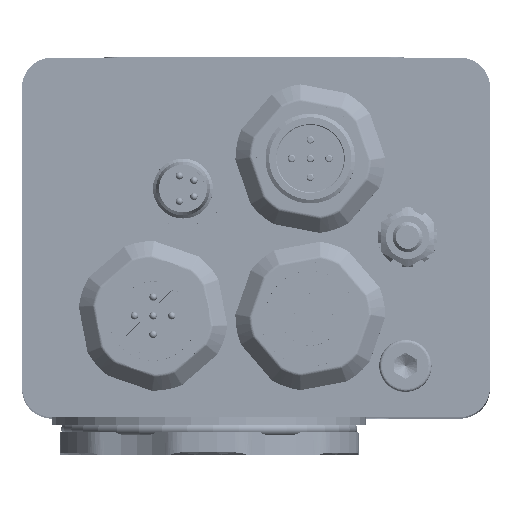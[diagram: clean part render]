
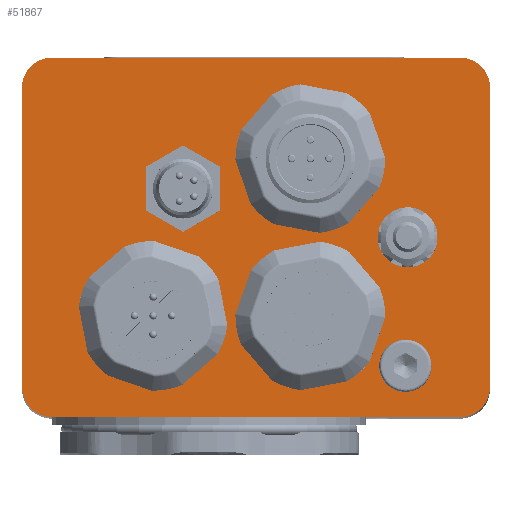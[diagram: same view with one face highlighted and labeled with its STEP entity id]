
A CAD part, top view. The second image highlights one B-rep face of the part: STEP entity #51867.
In plain terms, the highlighted face is planar.
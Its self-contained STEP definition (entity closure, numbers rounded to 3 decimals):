
#5494=LINE('',#89211,#9651);
#5498=LINE('',#89223,#9655);
#5502=LINE('',#89235,#9659);
#5505=LINE('',#89244,#9662);
#9651=VECTOR('',#68832,54.5);
#9655=VECTOR('',#68844,40.);
#9659=VECTOR('',#68856,54.5);
#9662=VECTOR('',#68867,40.);
#12357=PLANE('',#56761);
#13721=FACE_BOUND('',#20250,.T.);
#13722=FACE_BOUND('',#20251,.T.);
#13723=FACE_BOUND('',#20252,.T.);
#13724=FACE_BOUND('',#20253,.T.);
#13725=FACE_BOUND('',#20254,.T.);
#13726=FACE_BOUND('',#20255,.T.);
#16181=FACE_OUTER_BOUND('',#20249,.T.);
#20249=EDGE_LOOP('',(#44443,#44444,#44445,#44446,#44447,#44448,#44449,#44450));
#20250=EDGE_LOOP('',(#44451));
#20251=EDGE_LOOP('',(#44452));
#20252=EDGE_LOOP('',(#44453));
#20253=EDGE_LOOP('',(#44454));
#20254=EDGE_LOOP('',(#44455));
#20255=EDGE_LOOP('',(#44456));
#22847=CIRCLE('',#56663,4.1);
#22871=CIRCLE('',#56713,7.55);
#22872=CIRCLE('',#56715,7.55);
#22873=CIRCLE('',#56717,7.55);
#22877=CIRCLE('',#56724,1.73);
#22878=CIRCLE('',#56726,1.621);
#22889=CIRCLE('',#56747,4.);
#22891=CIRCLE('',#56751,4.);
#22893=CIRCLE('',#56755,4.);
#22895=CIRCLE('',#56759,4.);
#26743=VERTEX_POINT('',#88975);
#26793=VERTEX_POINT('',#89124);
#26794=VERTEX_POINT('',#89127);
#26795=VERTEX_POINT('',#89130);
#26799=VERTEX_POINT('',#89141);
#26800=VERTEX_POINT('',#89144);
#26820=VERTEX_POINT('',#89201);
#26821=VERTEX_POINT('',#89203);
#26823=VERTEX_POINT('',#89209);
#26825=VERTEX_POINT('',#89215);
#26827=VERTEX_POINT('',#89221);
#26829=VERTEX_POINT('',#89227);
#26831=VERTEX_POINT('',#89233);
#26833=VERTEX_POINT('',#89239);
#32866=EDGE_CURVE('',#26743,#26743,#22847,.T.);
#32939=EDGE_CURVE('',#26793,#26793,#22871,.T.);
#32940=EDGE_CURVE('',#26794,#26794,#22872,.T.);
#32941=EDGE_CURVE('',#26795,#26795,#22873,.T.);
#32945=EDGE_CURVE('',#26799,#26799,#22877,.T.);
#32946=EDGE_CURVE('',#26800,#26800,#22878,.T.);
#32974=EDGE_CURVE('',#26820,#26821,#22889,.T.);
#32978=EDGE_CURVE('',#26823,#26820,#5494,.T.);
#32981=EDGE_CURVE('',#26825,#26823,#22891,.T.);
#32984=EDGE_CURVE('',#26827,#26825,#5498,.T.);
#32987=EDGE_CURVE('',#26829,#26827,#22893,.T.);
#32990=EDGE_CURVE('',#26831,#26829,#5502,.T.);
#32993=EDGE_CURVE('',#26833,#26831,#22895,.T.);
#32995=EDGE_CURVE('',#26821,#26833,#5505,.T.);
#44443=ORIENTED_EDGE('',*,*,#32995,.F.);
#44444=ORIENTED_EDGE('',*,*,#32974,.F.);
#44445=ORIENTED_EDGE('',*,*,#32978,.F.);
#44446=ORIENTED_EDGE('',*,*,#32981,.F.);
#44447=ORIENTED_EDGE('',*,*,#32984,.F.);
#44448=ORIENTED_EDGE('',*,*,#32987,.F.);
#44449=ORIENTED_EDGE('',*,*,#32990,.F.);
#44450=ORIENTED_EDGE('',*,*,#32993,.F.);
#44451=ORIENTED_EDGE('',*,*,#32866,.T.);
#44452=ORIENTED_EDGE('',*,*,#32939,.T.);
#44453=ORIENTED_EDGE('',*,*,#32940,.T.);
#44454=ORIENTED_EDGE('',*,*,#32941,.T.);
#44455=ORIENTED_EDGE('',*,*,#32945,.T.);
#44456=ORIENTED_EDGE('',*,*,#32946,.T.);
#51867=ADVANCED_FACE('',(#16181,#13721,#13722,#13723,#13724,#13725,#13726),
#12357,.F.);
#56663=AXIS2_PLACEMENT_3D('',#88976,#68591,#68592);
#56713=AXIS2_PLACEMENT_3D('',#89125,#68740,#68741);
#56715=AXIS2_PLACEMENT_3D('',#89128,#68744,#68745);
#56717=AXIS2_PLACEMENT_3D('',#89131,#68748,#68749);
#56724=AXIS2_PLACEMENT_3D('',#89142,#68762,#68763);
#56726=AXIS2_PLACEMENT_3D('',#89145,#68766,#68767);
#56747=AXIS2_PLACEMENT_3D('',#89204,#68825,#68826);
#56751=AXIS2_PLACEMENT_3D('',#89217,#68838,#68839);
#56755=AXIS2_PLACEMENT_3D('',#89229,#68850,#68851);
#56759=AXIS2_PLACEMENT_3D('',#89241,#68862,#68863);
#56761=AXIS2_PLACEMENT_3D('',#89245,#68868,#68869);
#68591=DIRECTION('center_axis',(0.,0.,1.));
#68592=DIRECTION('ref_axis',(1.,0.,0.));
#68740=DIRECTION('center_axis',(0.,0.,1.));
#68741=DIRECTION('ref_axis',(1.,0.,0.));
#68744=DIRECTION('center_axis',(0.,0.,1.));
#68745=DIRECTION('ref_axis',(1.,0.,0.));
#68748=DIRECTION('center_axis',(0.,0.,1.));
#68749=DIRECTION('ref_axis',(1.,0.,0.));
#68762=DIRECTION('center_axis',(0.,0.,1.));
#68763=DIRECTION('ref_axis',(1.,0.,0.));
#68766=DIRECTION('center_axis',(0.,0.,1.));
#68767=DIRECTION('ref_axis',(1.,0.,0.));
#68825=DIRECTION('center_axis',(0.,0.,1.));
#68826=DIRECTION('ref_axis',(0.,1.,0.));
#68832=DIRECTION('',(-1.,0.,0.));
#68838=DIRECTION('center_axis',(0.,0.,1.));
#68839=DIRECTION('ref_axis',(1.,0.,0.));
#68844=DIRECTION('',(0.,1.,0.));
#68850=DIRECTION('center_axis',(0.,0.,1.));
#68851=DIRECTION('ref_axis',(0.,-1.,0.));
#68856=DIRECTION('',(1.,0.,0.));
#68862=DIRECTION('center_axis',(0.,0.,1.));
#68863=DIRECTION('ref_axis',(-1.,0.,0.));
#68867=DIRECTION('',(0.,-1.,0.));
#68868=DIRECTION('center_axis',(0.,0.,1.));
#68869=DIRECTION('ref_axis',(1.,0.,0.));
#88975=CARTESIAN_POINT('',(17.4,17.5,0.));
#88976=CARTESIAN_POINT('Origin',(21.5,17.5,0.));
#89124=CARTESIAN_POINT('',(30.95,13.5,0.));
#89125=CARTESIAN_POINT('Origin',(38.5,13.5,0.));
#89127=CARTESIAN_POINT('',(30.95,34.5,0.));
#89128=CARTESIAN_POINT('Origin',(38.5,34.5,0.));
#89130=CARTESIAN_POINT('',(9.95,34.5,0.));
#89131=CARTESIAN_POINT('Origin',(17.5,34.5,0.));
#89141=CARTESIAN_POINT('',(49.771,24.,0.));
#89142=CARTESIAN_POINT('Origin',(51.5,24.,0.));
#89144=CARTESIAN_POINT('',(49.579,41.162,0.));
#89145=CARTESIAN_POINT('Origin',(51.2,41.162,0.));
#89201=CARTESIAN_POINT('',(4.,48.,0.));
#89203=CARTESIAN_POINT('',(0.,44.,0.));
#89204=CARTESIAN_POINT('Origin',(4.,44.,0.));
#89209=CARTESIAN_POINT('',(58.5,48.,0.));
#89211=CARTESIAN_POINT('',(58.5,48.,0.));
#89215=CARTESIAN_POINT('',(62.5,44.,0.));
#89217=CARTESIAN_POINT('Origin',(58.5,44.,0.));
#89221=CARTESIAN_POINT('',(62.5,4.,0.));
#89223=CARTESIAN_POINT('',(62.5,4.,0.));
#89227=CARTESIAN_POINT('',(58.5,0.,0.));
#89229=CARTESIAN_POINT('Origin',(58.5,4.,0.));
#89233=CARTESIAN_POINT('',(4.,0.,0.));
#89235=CARTESIAN_POINT('',(4.,0.,0.));
#89239=CARTESIAN_POINT('',(0.,4.,0.));
#89241=CARTESIAN_POINT('Origin',(4.,4.,0.));
#89244=CARTESIAN_POINT('',(0.,44.,0.));
#89245=CARTESIAN_POINT('Origin',(31.25,24.,0.));
